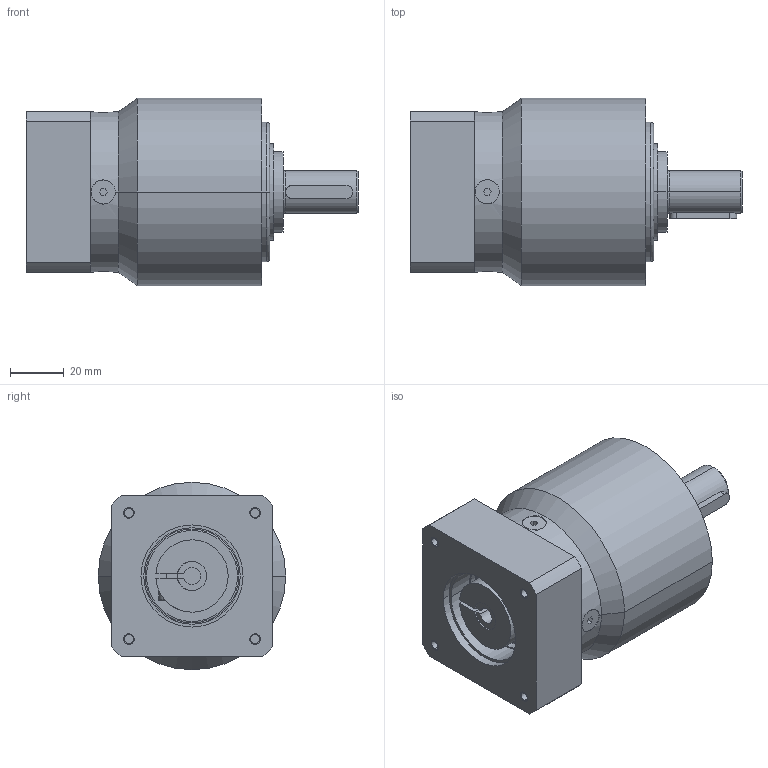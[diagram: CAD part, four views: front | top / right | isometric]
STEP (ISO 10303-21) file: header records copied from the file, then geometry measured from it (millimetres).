
FILE_DESCRIPTION((''),'2;1');
FILE_NAME('MB_PLPE_MASTER','2016-05-30T',('agw'),(''),'CREO PARAMETRIC BY PTC INC, 2015290','CREO PARAMETRIC BY PTC INC, 2015290','');
FILE_SCHEMA(('AUTOMOTIVE_DESIGN { 1 0 10303 214 1 1 1 1 }'));
Length unit declared in the file: millimetre
Products named in the file (1): MB_PLPE_MASTER
Bounding box: 124 x 70 x 70 mm (x, y, z)
Volume: 322321 mm3; surface area: 37894.1 mm2
Topology: 1 solids, 10 shells, 189 faces, 439 edges, 281 vertices
Faces by surface type: plane 85, cylinder 84, cone 10, torus 10
Entity records: 6485 total; most frequent: CARTESIAN_POINT 1095, DIRECTION 993, ORIENTED_EDGE 838, EDGE_CURVE 437, AXIS2_PLACEMENT_3D 377, VERTEX_POINT 281, VECTOR 239, LINE 239
